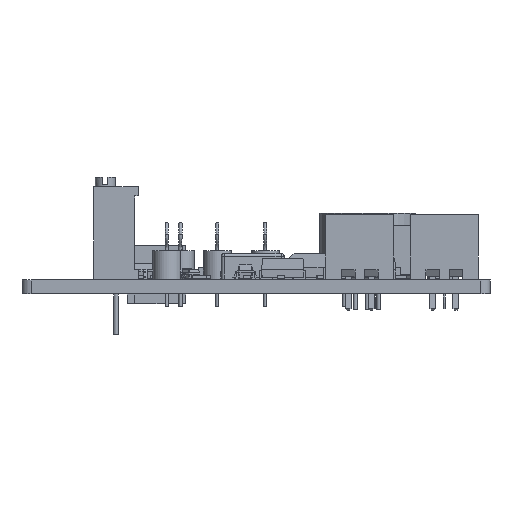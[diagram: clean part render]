
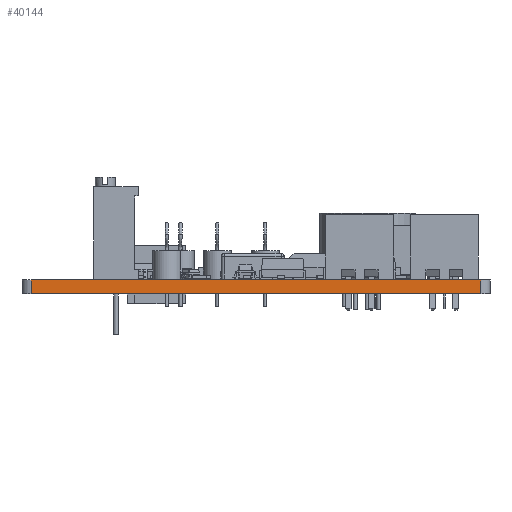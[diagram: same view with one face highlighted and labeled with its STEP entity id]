
A CAD part, left-side view. The second image highlights one B-rep face of the part: STEP entity #40144.
In plain terms, the highlighted planar face has unit normal (-1, 0, 0).
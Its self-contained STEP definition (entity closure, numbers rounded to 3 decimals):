
#38911 = VERTEX_POINT('',#38912);
#38912 = CARTESIAN_POINT('',(39.2,-39.75,0.));
#38919 = EDGE_CURVE('',#38920,#38911,#38922,.T.);
#38920 = VERTEX_POINT('',#38921);
#38921 = CARTESIAN_POINT('',(39.2,-88.55,0.));
#38922 = LINE('',#38923,#38924);
#38923 = CARTESIAN_POINT('',(39.2,-88.55,0.));
#38924 = VECTOR('',#38925,1.);
#38925 = DIRECTION('',(0.,1.,0.));
#39514 = VERTEX_POINT('',#39515);
#39515 = CARTESIAN_POINT('',(39.2,-39.75,1.51));
#39522 = EDGE_CURVE('',#39523,#39514,#39525,.T.);
#39523 = VERTEX_POINT('',#39524);
#39524 = CARTESIAN_POINT('',(39.2,-88.55,1.51));
#39525 = LINE('',#39526,#39527);
#39526 = CARTESIAN_POINT('',(39.2,-88.55,1.51));
#39527 = VECTOR('',#39528,1.);
#39528 = DIRECTION('',(0.,1.,0.));
#40114 = EDGE_CURVE('',#38911,#39514,#40115,.T.);
#40115 = LINE('',#40116,#40117);
#40116 = CARTESIAN_POINT('',(39.2,-39.75,0.));
#40117 = VECTOR('',#40118,1.);
#40118 = DIRECTION('',(0.,0.,1.));
#40144 = ADVANCED_FACE('',(#40145),#40156,.T.);
#40145 = FACE_BOUND('',#40146,.T.);
#40146 = EDGE_LOOP('',(#40147,#40153,#40154,#40155));
#40147 = ORIENTED_EDGE('',*,*,#40148,.T.);
#40148 = EDGE_CURVE('',#38920,#39523,#40149,.T.);
#40149 = LINE('',#40150,#40151);
#40150 = CARTESIAN_POINT('',(39.2,-88.55,0.));
#40151 = VECTOR('',#40152,1.);
#40152 = DIRECTION('',(0.,0.,1.));
#40153 = ORIENTED_EDGE('',*,*,#39522,.T.);
#40154 = ORIENTED_EDGE('',*,*,#40114,.F.);
#40155 = ORIENTED_EDGE('',*,*,#38919,.F.);
#40156 = PLANE('',#40157);
#40157 = AXIS2_PLACEMENT_3D('',#40158,#40159,#40160);
#40158 = CARTESIAN_POINT('',(39.2,-88.55,0.));
#40159 = DIRECTION('',(-1.,0.,0.));
#40160 = DIRECTION('',(0.,1.,0.));
